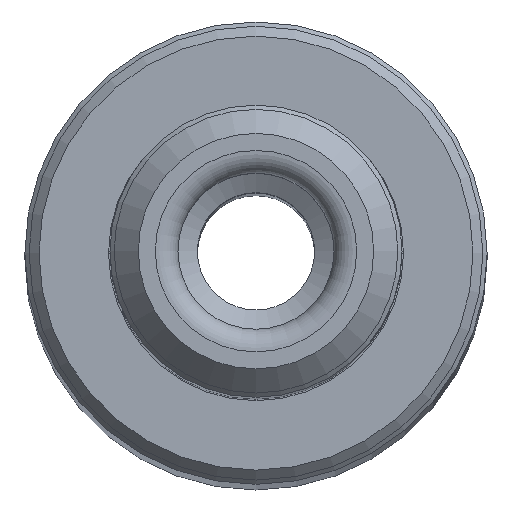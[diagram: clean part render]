
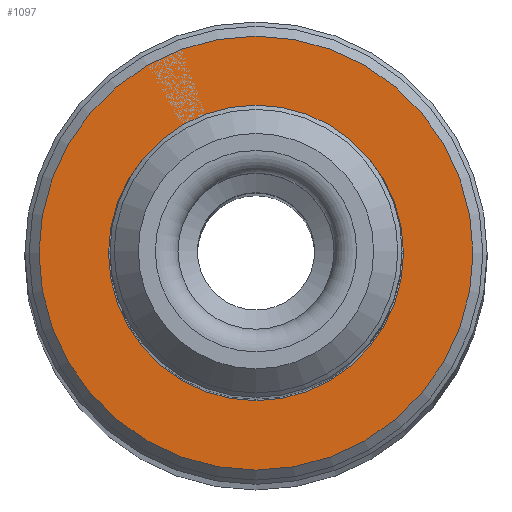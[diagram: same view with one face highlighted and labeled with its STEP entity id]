
A CAD part, top view. The second image highlights one B-rep face of the part: STEP entity #1097.
In plain terms, the highlighted planar face has unit normal (0, 0, 1).
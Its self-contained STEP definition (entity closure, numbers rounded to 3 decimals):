
#51=PLANE('',#1171);
#67=ORIENTED_EDGE('',*,*,#193,.T.);
#68=ORIENTED_EDGE('',*,*,#194,.F.);
#193=EDGE_CURVE('',#256,#256,#319,.F.);
#194=EDGE_CURVE('',#257,#257,#320,.T.);
#256=VERTEX_POINT('',#1558);
#257=VERTEX_POINT('',#1560);
#319=CIRCLE('',#1172,7.65);
#320=CIRCLE('',#1173,5.2);
#382=EDGE_LOOP('',(#67));
#383=EDGE_LOOP('',(#68));
#508=FACE_BOUND('',#382,.T.);
#509=FACE_BOUND('',#383,.T.);
#1097=ADVANCED_FACE('',(#508,#509),#51,.F.);
#1171=AXIS2_PLACEMENT_3D('',#1556,#1305,#1306);
#1172=AXIS2_PLACEMENT_3D('',#1557,#1307,#1308);
#1173=AXIS2_PLACEMENT_3D('',#1559,#1309,#1310);
#1305=DIRECTION('',(0.,0.,-1.));
#1306=DIRECTION('',(-1.,0.,0.));
#1307=DIRECTION('',(0.,0.,-1.));
#1308=DIRECTION('',(-1.,0.,0.));
#1309=DIRECTION('',(0.,0.,1.));
#1310=DIRECTION('',(1.,0.,0.));
#1556=CARTESIAN_POINT('',(8.,0.,120.));
#1557=CARTESIAN_POINT('',(0.,0.,120.));
#1558=CARTESIAN_POINT('',(-7.65,0.,120.));
#1559=CARTESIAN_POINT('',(0.,0.,120.));
#1560=CARTESIAN_POINT('',(5.2,0.,120.));
